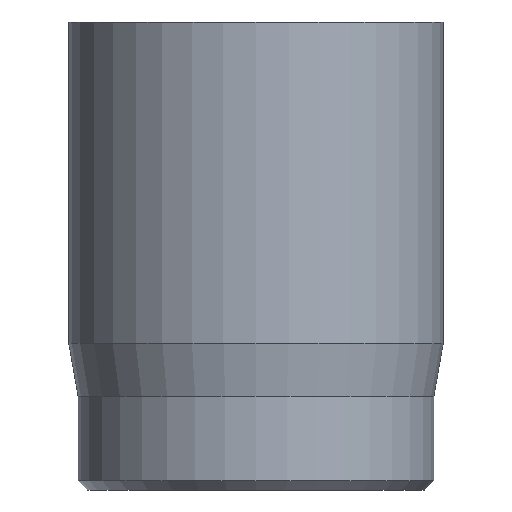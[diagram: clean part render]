
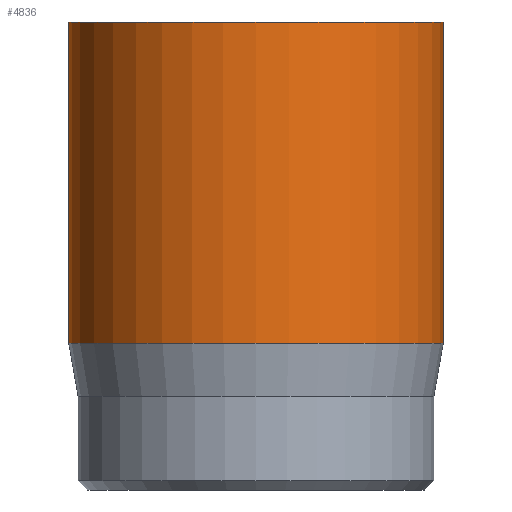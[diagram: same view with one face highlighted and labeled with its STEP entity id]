
A CAD part, front view. The second image highlights one B-rep face of the part: STEP entity #4836.
In plain terms, the highlighted cylindrical face has radius 2 mm (diameter 4 mm), a full revolution.
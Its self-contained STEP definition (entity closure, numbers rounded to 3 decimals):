
#31=CYLINDRICAL_SURFACE('',#5033,2.);
#43=CIRCLE('',#5008,2.);
#54=CIRCLE('',#5031,2.);
#55=CIRCLE('',#5032,2.);
#389=FACE_OUTER_BOUND('',#675,.T.);
#675=EDGE_LOOP('',(#4155,#4156,#4157,#4158,#4159));
#1021=LINE('',#8789,#1384);
#1384=VECTOR('',#5535,2.);
#2171=VERTEX_POINT('',#8744);
#2182=VERTEX_POINT('',#8783);
#2183=VERTEX_POINT('',#8784);
#2840=EDGE_CURVE('',#2171,#2171,#43,.T.);
#2856=EDGE_CURVE('',#2182,#2183,#54,.T.);
#2857=EDGE_CURVE('',#2183,#2182,#55,.T.);
#2859=EDGE_CURVE('',#2171,#2182,#1021,.T.);
#4155=ORIENTED_EDGE('',*,*,#2840,.T.);
#4156=ORIENTED_EDGE('',*,*,#2859,.T.);
#4157=ORIENTED_EDGE('',*,*,#2856,.T.);
#4158=ORIENTED_EDGE('',*,*,#2857,.T.);
#4159=ORIENTED_EDGE('',*,*,#2859,.F.);
#4836=ADVANCED_FACE('',(#389),#31,.T.);
#5008=AXIS2_PLACEMENT_3D('',#8745,#5477,#5478);
#5031=AXIS2_PLACEMENT_3D('',#8785,#5528,#5529);
#5032=AXIS2_PLACEMENT_3D('',#8786,#5530,#5531);
#5033=AXIS2_PLACEMENT_3D('',#8788,#5533,#5534);
#5477=DIRECTION('center_axis',(0.,0.,-1.));
#5478=DIRECTION('ref_axis',(-1.,0.,0.));
#5528=DIRECTION('center_axis',(0.,0.,1.));
#5529=DIRECTION('ref_axis',(-1.,0.,0.));
#5530=DIRECTION('center_axis',(0.,0.,1.));
#5531=DIRECTION('ref_axis',(-1.,0.,0.));
#5533=DIRECTION('center_axis',(0.,0.,1.));
#5534=DIRECTION('ref_axis',(-1.,0.,0.));
#5535=DIRECTION('',(0.,0.,-1.));
#8744=CARTESIAN_POINT('',(2.,0.,5.));
#8745=CARTESIAN_POINT('Origin',(0.,0.,5.));
#8783=CARTESIAN_POINT('',(2.,0.,1.567));
#8784=CARTESIAN_POINT('',(-2.,0.,1.567));
#8785=CARTESIAN_POINT('Origin',(0.,0.,1.567));
#8786=CARTESIAN_POINT('Origin',(0.,0.,1.567));
#8788=CARTESIAN_POINT('Origin',(0.,0.,0.));
#8789=CARTESIAN_POINT('',(2.,0.,0.));
